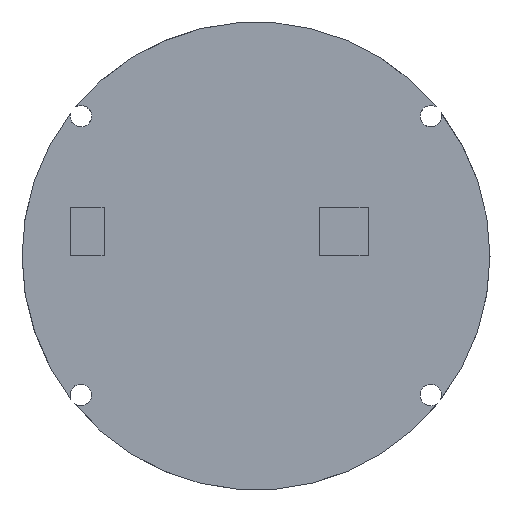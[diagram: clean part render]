
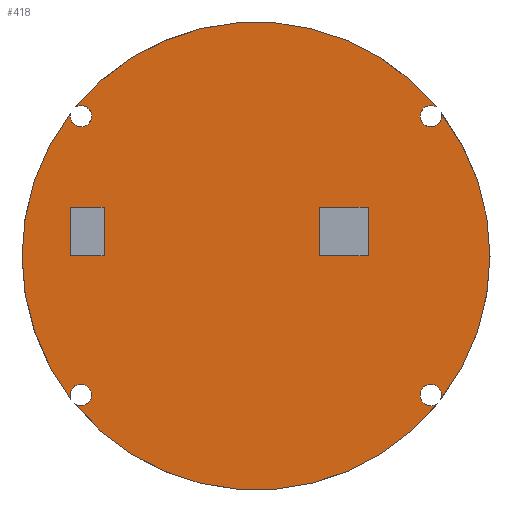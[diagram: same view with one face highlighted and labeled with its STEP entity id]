
A CAD part, top view. The second image highlights one B-rep face of the part: STEP entity #418.
In plain terms, the highlighted planar face has unit normal (0, 0, 1).
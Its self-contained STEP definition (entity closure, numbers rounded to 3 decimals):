
#15=FACE_BOUND('',#113,.T.);
#16=FACE_BOUND('',#114,.T.);
#28=CIRCLE('',#448,1.106);
#36=CIRCLE('',#459,1.106);
#39=CIRCLE('',#465,1.106);
#40=CIRCLE('',#467,1.106);
#41=CIRCLE('',#469,24.);
#42=CIRCLE('',#471,24.);
#43=CIRCLE('',#473,24.);
#44=CIRCLE('',#475,24.);
#88=FACE_OUTER_BOUND('',#112,.T.);
#112=EDGE_LOOP('',(#367,#368,#369,#370,#371,#372,#373,#374));
#113=EDGE_LOOP('',(#375,#376,#377,#378));
#114=EDGE_LOOP('',(#379,#380,#381,#382));
#116=LINE('',#597,#140);
#124=LINE('',#612,#148);
#125=LINE('',#614,#149);
#126=LINE('',#616,#150);
#128=LINE('',#622,#152);
#136=LINE('',#637,#160);
#137=LINE('',#639,#161);
#138=LINE('',#641,#162);
#140=VECTOR('',#482,10.);
#148=VECTOR('',#494,10.);
#149=VECTOR('',#497,10.);
#150=VECTOR('',#500,10.);
#152=VECTOR('',#504,10.);
#160=VECTOR('',#516,10.);
#161=VECTOR('',#519,10.);
#162=VECTOR('',#522,10.);
#163=VERTEX_POINT('',#593);
#165=VERTEX_POINT('',#596);
#169=VERTEX_POINT('',#608);
#170=VERTEX_POINT('',#610);
#171=VERTEX_POINT('',#618);
#173=VERTEX_POINT('',#621);
#177=VERTEX_POINT('',#633);
#178=VERTEX_POINT('',#635);
#185=VERTEX_POINT('',#693);
#186=VERTEX_POINT('',#700);
#194=VERTEX_POINT('',#751);
#195=VERTEX_POINT('',#758);
#199=VERTEX_POINT('',#814);
#200=VERTEX_POINT('',#819);
#201=VERTEX_POINT('',#828);
#202=VERTEX_POINT('',#835);
#204=EDGE_CURVE('',#165,#163,#116,.T.);
#212=EDGE_CURVE('',#169,#170,#124,.T.);
#213=EDGE_CURVE('',#170,#165,#125,.T.);
#214=EDGE_CURVE('',#163,#169,#126,.T.);
#216=EDGE_CURVE('',#173,#171,#128,.T.);
#224=EDGE_CURVE('',#177,#178,#136,.T.);
#225=EDGE_CURVE('',#178,#173,#137,.T.);
#226=EDGE_CURVE('',#171,#177,#138,.T.);
#234=EDGE_CURVE('',#186,#185,#28,.F.);
#246=EDGE_CURVE('',#195,#194,#36,.F.);
#254=EDGE_CURVE('',#200,#199,#39,.F.);
#257=EDGE_CURVE('',#202,#201,#40,.F.);
#259=EDGE_CURVE('',#194,#202,#41,.T.);
#260=EDGE_CURVE('',#201,#186,#42,.T.);
#261=EDGE_CURVE('',#185,#200,#43,.T.);
#262=EDGE_CURVE('',#199,#195,#44,.T.);
#367=ORIENTED_EDGE('',*,*,#254,.T.);
#368=ORIENTED_EDGE('',*,*,#262,.T.);
#369=ORIENTED_EDGE('',*,*,#246,.T.);
#370=ORIENTED_EDGE('',*,*,#259,.T.);
#371=ORIENTED_EDGE('',*,*,#257,.T.);
#372=ORIENTED_EDGE('',*,*,#260,.T.);
#373=ORIENTED_EDGE('',*,*,#234,.T.);
#374=ORIENTED_EDGE('',*,*,#261,.T.);
#375=ORIENTED_EDGE('',*,*,#212,.T.);
#376=ORIENTED_EDGE('',*,*,#213,.T.);
#377=ORIENTED_EDGE('',*,*,#204,.T.);
#378=ORIENTED_EDGE('',*,*,#214,.T.);
#379=ORIENTED_EDGE('',*,*,#224,.T.);
#380=ORIENTED_EDGE('',*,*,#225,.T.);
#381=ORIENTED_EDGE('',*,*,#216,.T.);
#382=ORIENTED_EDGE('',*,*,#226,.T.);
#394=PLANE('',#476);
#418=ADVANCED_FACE('',(#88,#15,#16),#394,.T.);
#448=AXIS2_PLACEMENT_3D('',#701,#533,#534);
#459=AXIS2_PLACEMENT_3D('',#759,#555,#556);
#465=AXIS2_PLACEMENT_3D('',#820,#567,#568);
#467=AXIS2_PLACEMENT_3D('',#836,#571,#572);
#469=AXIS2_PLACEMENT_3D('',#844,#575,#576);
#471=AXIS2_PLACEMENT_3D('',#846,#579,#580);
#473=AXIS2_PLACEMENT_3D('',#848,#583,#584);
#475=AXIS2_PLACEMENT_3D('',#850,#587,#588);
#476=AXIS2_PLACEMENT_3D('',#851,#589,#590);
#482=DIRECTION('',(0.,-1.,0.));
#494=DIRECTION('',(0.,1.,0.));
#497=DIRECTION('',(1.,0.,0.));
#500=DIRECTION('',(-1.,0.,0.));
#504=DIRECTION('',(0.,-1.,0.));
#516=DIRECTION('',(0.,1.,0.));
#519=DIRECTION('',(1.,0.,0.));
#522=DIRECTION('',(-1.,0.,0.));
#533=DIRECTION('center_axis',(0.,0.,1.));
#534=DIRECTION('ref_axis',(1.,0.,0.));
#555=DIRECTION('center_axis',(0.,0.,1.));
#556=DIRECTION('ref_axis',(1.,0.,0.));
#567=DIRECTION('center_axis',(0.,0.,1.));
#568=DIRECTION('ref_axis',(1.,0.,0.));
#571=DIRECTION('center_axis',(0.,0.,1.));
#572=DIRECTION('ref_axis',(1.,0.,0.));
#575=DIRECTION('center_axis',(0.,0.,1.));
#576=DIRECTION('ref_axis',(1.,0.,0.));
#579=DIRECTION('center_axis',(0.,0.,1.));
#580=DIRECTION('ref_axis',(1.,0.,0.));
#583=DIRECTION('center_axis',(0.,0.,1.));
#584=DIRECTION('ref_axis',(1.,0.,0.));
#587=DIRECTION('center_axis',(0.,0.,1.));
#588=DIRECTION('ref_axis',(1.,0.,0.));
#589=DIRECTION('center_axis',(0.,0.,1.));
#590=DIRECTION('ref_axis',(1.,0.,0.));
#593=CARTESIAN_POINT('',(-15.588,0.,-7.));
#596=CARTESIAN_POINT('',(-15.588,5.,-7.));
#597=CARTESIAN_POINT('',(-15.588,0.,-7.));
#608=CARTESIAN_POINT('',(-19.,0.,-7.));
#610=CARTESIAN_POINT('',(-19.,5.,-7.));
#612=CARTESIAN_POINT('',(-19.,0.,-7.));
#614=CARTESIAN_POINT('',(-2.25,5.,-7.));
#616=CARTESIAN_POINT('',(-2.25,0.,-7.));
#618=CARTESIAN_POINT('',(11.5,0.,-7.));
#621=CARTESIAN_POINT('',(11.5,5.,-7.));
#622=CARTESIAN_POINT('',(11.5,0.,-7.));
#633=CARTESIAN_POINT('',(6.5,0.,-7.));
#635=CARTESIAN_POINT('',(6.5,5.,-7.));
#637=CARTESIAN_POINT('',(6.5,0.,-7.));
#639=CARTESIAN_POINT('',(-2.,5.,-7.));
#641=CARTESIAN_POINT('',(-2.,0.,-7.));
#693=CARTESIAN_POINT('',(-18.608,-15.157,-7.));
#700=CARTESIAN_POINT('',(-18.98,-14.689,-7.));
#701=CARTESIAN_POINT('Origin',(-17.96,-14.26,-7.));
#751=CARTESIAN_POINT('',(18.492,15.298,-7.));
#758=CARTESIAN_POINT('',(18.997,14.667,-7.));
#759=CARTESIAN_POINT('Origin',(17.94,14.34,-7.));
#814=CARTESIAN_POINT('',(18.932,-14.751,-7.));
#819=CARTESIAN_POINT('',(18.642,-15.116,-7.));
#820=CARTESIAN_POINT('Origin',(17.94,-14.26,-7.));
#828=CARTESIAN_POINT('',(-19.029,14.625,-7.));
#835=CARTESIAN_POINT('',(-18.475,15.319,-7.));
#836=CARTESIAN_POINT('Origin',(-17.96,14.34,-7.));
#844=CARTESIAN_POINT('Origin',(0.,0.,-7.));
#846=CARTESIAN_POINT('Origin',(0.,0.,-7.));
#848=CARTESIAN_POINT('Origin',(0.,0.,-7.));
#850=CARTESIAN_POINT('Origin',(0.,0.,-7.));
#851=CARTESIAN_POINT('Origin',(0.,0.,-7.));
